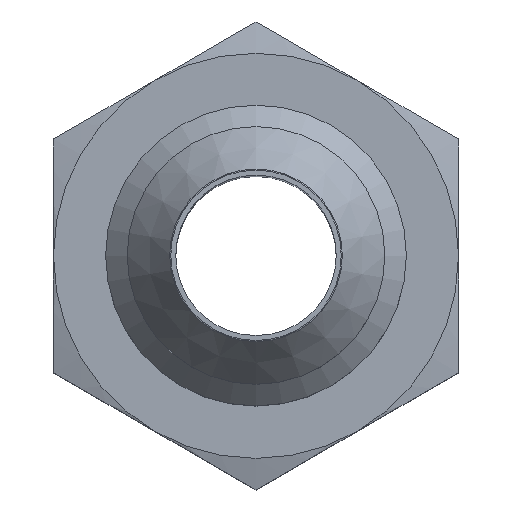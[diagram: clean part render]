
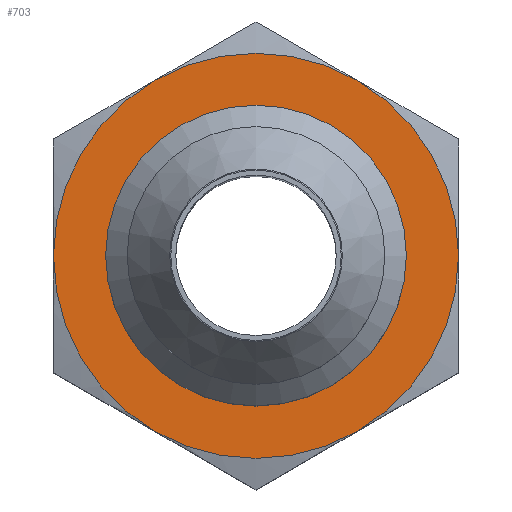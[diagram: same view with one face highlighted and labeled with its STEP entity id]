
A CAD part, top view. The second image highlights one B-rep face of the part: STEP entity #703.
In plain terms, the highlighted planar face has unit normal (0, 0, 1).
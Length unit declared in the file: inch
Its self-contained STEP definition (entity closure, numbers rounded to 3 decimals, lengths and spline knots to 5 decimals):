
#464=CARTESIAN_POINT('',(-0.1875,0.32476,-0.556));
#465=VERTEX_POINT('',#464);
#518=CARTESIAN_POINT('',(-0.375,0.,-0.556));
#519=VERTEX_POINT('',#518);
#565=CARTESIAN_POINT('',(-0.1875,-0.32476,-0.556));
#566=VERTEX_POINT('',#565);
#602=CARTESIAN_POINT('',(0.,0.2615,-0.556));
#603=VERTEX_POINT('',#602);
#604=CARTESIAN_POINT('',(0.,0.,-0.556));
#605=DIRECTION('',(0.0,0.0,1.0));
#606=DIRECTION('',(0.0,-1.0,0.0));
#607=AXIS2_PLACEMENT_3D('',#604,#605,#606);
#608=CIRCLE('',#607,0.2615);
#609=EDGE_CURVE('',#603,#603,#608,.T.);
#645=CARTESIAN_POINT('',(0.,0.307,-0.556));
#646=DIRECTION('',(0.0,0.0,-1.0));
#647=DIRECTION('',(-1.0,0.0,0.0));
#648=AXIS2_PLACEMENT_3D('',#645,#646,#647);
#649=PLANE('',#648);
#650=CARTESIAN_POINT('',(0.1875,0.32476,-0.556));
#651=VERTEX_POINT('',#650);
#652=CARTESIAN_POINT('',(0.,0.,-0.556));
#653=DIRECTION('',(0.0,0.0,1.0));
#654=DIRECTION('',(0.0,1.0,0.0));
#655=AXIS2_PLACEMENT_3D('',#652,#653,#654);
#656=CIRCLE('',#655,0.375);
#657=EDGE_CURVE('',#651,#465,#656,.T.);
#658=ORIENTED_EDGE('',*,*,#657,.T.);
#659=CARTESIAN_POINT('',(0.,0.,-0.556));
#660=DIRECTION('',(0.0,0.0,1.0));
#661=DIRECTION('',(0.0,1.0,0.0));
#662=AXIS2_PLACEMENT_3D('',#659,#660,#661);
#663=CIRCLE('',#662,0.375);
#664=EDGE_CURVE('',#465,#519,#663,.T.);
#665=ORIENTED_EDGE('',*,*,#664,.T.);
#666=CARTESIAN_POINT('',(0.,0.,-0.556));
#667=DIRECTION('',(0.0,0.0,1.0));
#668=DIRECTION('',(0.0,1.0,0.0));
#669=AXIS2_PLACEMENT_3D('',#666,#667,#668);
#670=CIRCLE('',#669,0.375);
#671=EDGE_CURVE('',#519,#566,#670,.T.);
#672=ORIENTED_EDGE('',*,*,#671,.T.);
#673=CARTESIAN_POINT('',(0.1875,-0.32476,-0.556));
#674=VERTEX_POINT('',#673);
#675=CARTESIAN_POINT('',(0.,0.,-0.556));
#676=DIRECTION('',(0.0,0.0,1.0));
#677=DIRECTION('',(0.0,1.0,0.0));
#678=AXIS2_PLACEMENT_3D('',#675,#676,#677);
#679=CIRCLE('',#678,0.375);
#680=EDGE_CURVE('',#566,#674,#679,.T.);
#681=ORIENTED_EDGE('',*,*,#680,.T.);
#682=CARTESIAN_POINT('',(0.375,0.,-0.556));
#683=VERTEX_POINT('',#682);
#684=CARTESIAN_POINT('',(0.,0.,-0.556));
#685=DIRECTION('',(0.0,0.0,1.0));
#686=DIRECTION('',(0.0,1.0,0.0));
#687=AXIS2_PLACEMENT_3D('',#684,#685,#686);
#688=CIRCLE('',#687,0.375);
#689=EDGE_CURVE('',#674,#683,#688,.T.);
#690=ORIENTED_EDGE('',*,*,#689,.T.);
#691=CARTESIAN_POINT('',(0.,0.,-0.556));
#692=DIRECTION('',(0.0,0.0,1.0));
#693=DIRECTION('',(0.0,1.0,0.0));
#694=AXIS2_PLACEMENT_3D('',#691,#692,#693);
#695=CIRCLE('',#694,0.375);
#696=EDGE_CURVE('',#683,#651,#695,.T.);
#697=ORIENTED_EDGE('',*,*,#696,.T.);
#698=EDGE_LOOP('',(#658,#665,#672,#681,#690,#697));
#699=FACE_OUTER_BOUND('',#698,.T.);
#700=ORIENTED_EDGE('',*,*,#609,.F.);
#701=EDGE_LOOP('',(#700));
#702=FACE_BOUND('',#701,.T.);
#703=ADVANCED_FACE('',(#699,#702),#649,.F.);
